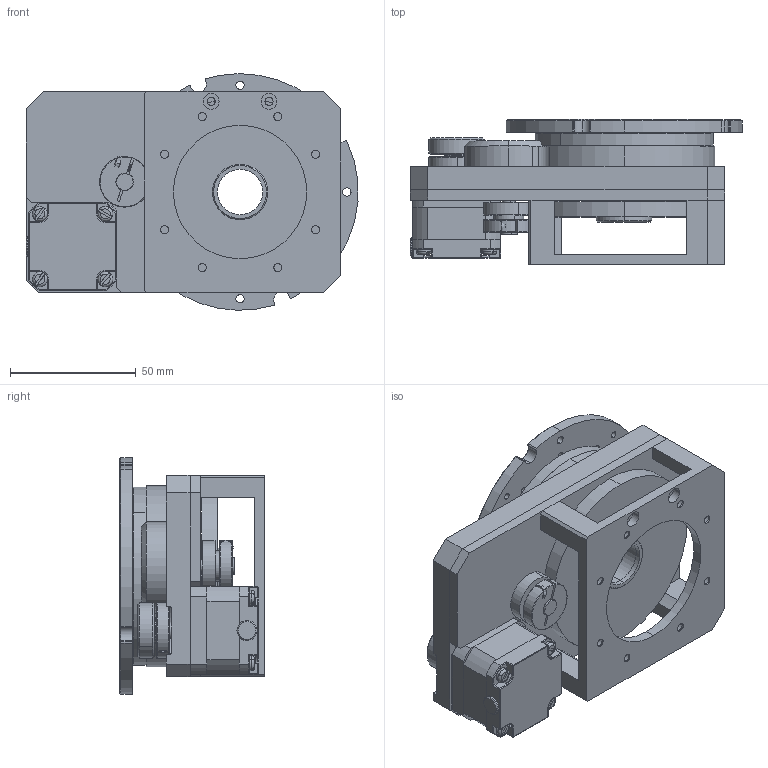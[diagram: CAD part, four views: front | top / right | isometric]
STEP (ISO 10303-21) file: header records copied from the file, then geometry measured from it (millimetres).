
FILE_DESCRIPTION (( 'STEP AP214' ), '1' );
FILE_NAME ('VSM17-R-3K6-Assembly defeature.STEP', '2022-09-20T10:36:14', ( '' ), ( '' ), 'SwSTEP 2.0', 'SolidWorks 2022', '' );
FILE_SCHEMA (( 'AUTOMOTIVE_DESIGN' ));
Length unit declared in the file: millimetre
Products named in the file (1): VSM17-R-3K6-Assembly defeature
Bounding box: 131.92 x 57.5 x 93.99 mm (x, y, z)
Volume: 256837.4 mm3; surface area: 114794.3 mm2
Topology: 8 solids, 11 shells, 1659 faces, 4311 edges, 2758 vertices
Faces by surface type: plane 701, bspline 432, cylinder 340, cone 123, torus 55, sphere 8
Entity records: 89343 total; most frequent: CARTESIAN_POINT 32864, ORIENTED_EDGE 8574, DIRECTION 6637, EDGE_CURVE 4287, VERTEX_POINT 2758, VECTOR 2455, LINE 2455, AXIS2_PLACEMENT_3D 2091
